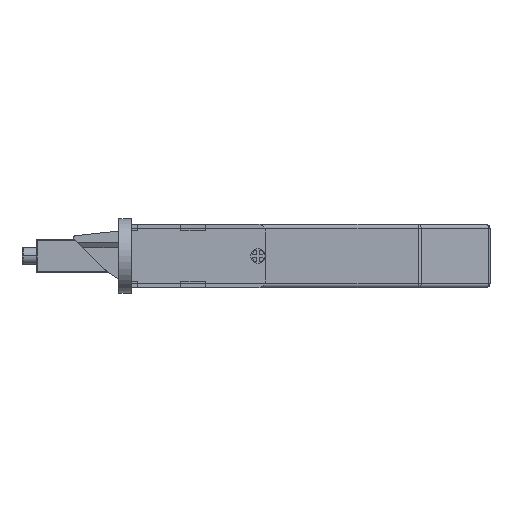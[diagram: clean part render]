
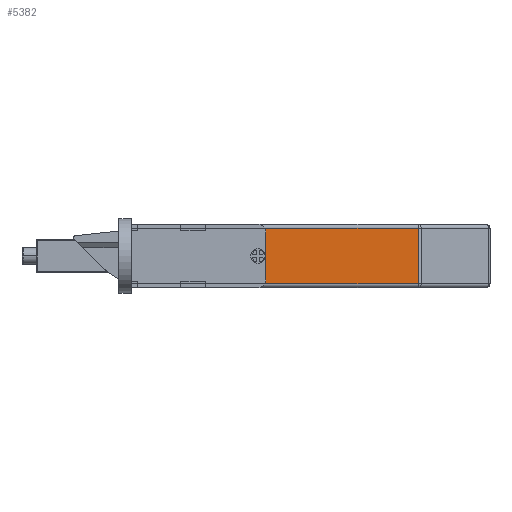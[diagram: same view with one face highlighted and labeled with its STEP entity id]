
A CAD part, front view. The second image highlights one B-rep face of the part: STEP entity #5382.
In plain terms, the highlighted planar face has unit normal (0, -1, 0).
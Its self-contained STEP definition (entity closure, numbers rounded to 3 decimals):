
#6 = ORIENTED_EDGE ( 'NONE', *, *, #7223, .F. ) ;
#179 = DIRECTION ( 'NONE',  ( -1., 0., 0. ) ) ;
#800 = DIRECTION ( 'NONE',  ( 1., 0., 0. ) ) ;
#913 = CARTESIAN_POINT ( 'NONE',  ( 14., -14.7, 12.75 ) ) ;
#920 = DIRECTION ( 'NONE',  ( 0., -1., 0. ) ) ;
#1058 = CARTESIAN_POINT ( 'NONE',  ( 44.75, -14.7, 6. ) ) ;
#1208 = CARTESIAN_POINT ( 'NONE',  ( 44.75, -14.7, 4.25 ) ) ;
#1237 = VECTOR ( 'NONE', #5318, 1000. ) ;
#1373 = LINE ( 'NONE', #9228, #2679 ) ;
#1426 = CARTESIAN_POINT ( 'NONE',  ( 14., -14.7, -1.75 ) ) ;
#1530 = LINE ( 'NONE', #4628, #4274 ) ;
#1714 = CIRCLE ( 'NONE', #7579, 1.75 ) ;
#2010 = DIRECTION ( 'NONE',  ( 0., 0., 1. ) ) ;
#2284 = CARTESIAN_POINT ( 'NONE',  ( 44.75, -14.7, 6. ) ) ;
#2399 = EDGE_CURVE ( 'NONE', #2595, #9830, #8600, .T. ) ;
#2489 = FACE_BOUND ( 'NONE', #7728, .T. ) ;
#2516 = DIRECTION ( 'NONE',  ( 0., -1., 0. ) ) ;
#2595 = VERTEX_POINT ( 'NONE', #7726 ) ;
#2671 = VECTOR ( 'NONE', #179, 1000. ) ;
#2679 = VECTOR ( 'NONE', #2010, 1000. ) ;
#2765 = ORIENTED_EDGE ( 'NONE', *, *, #4173, .F. ) ;
#3318 = CARTESIAN_POINT ( 'NONE',  ( 83.586, -14.7, 12.75 ) ) ;
#4171 = LINE ( 'NONE', #7463, #2671 ) ;
#4173 = EDGE_CURVE ( 'NONE', #8620, #7025, #1714, .T. ) ;
#4274 = VECTOR ( 'NONE', #800, 1000. ) ;
#4376 = EDGE_CURVE ( 'NONE', #6405, #9838, #1373, .T. ) ;
#4627 = EDGE_LOOP ( 'NONE', ( #6643, #9526, #7177, #7755 ) ) ;
#4628 = CARTESIAN_POINT ( 'NONE',  ( 84., -14.7, -0.75 ) ) ;
#4851 = AXIS2_PLACEMENT_3D ( 'NONE', #8084, #920, #9705 ) ;
#4992 = DIRECTION ( 'NONE',  ( 0., 0., -1. ) ) ;
#5318 = DIRECTION ( 'NONE',  ( 0., 0., 1. ) ) ;
#5382 = ADVANCED_FACE ( 'NONE', ( #2489, #5696 ), #7309, .T. ) ;
#5435 = EDGE_CURVE ( 'NONE', #9838, #9830, #4171, .T. ) ;
#5696 = FACE_OUTER_BOUND ( 'NONE', #4627, .T. ) ;
#6405 = VERTEX_POINT ( 'NONE', #9945 ) ;
#6559 = CIRCLE ( 'NONE', #7892, 1.75 ) ;
#6643 = ORIENTED_EDGE ( 'NONE', *, *, #2399, .F. ) ;
#7025 = VERTEX_POINT ( 'NONE', #7909 ) ;
#7177 = ORIENTED_EDGE ( 'NONE', *, *, #4376, .T. ) ;
#7223 = EDGE_CURVE ( 'NONE', #7025, #8620, #6559, .T. ) ;
#7309 = PLANE ( 'NONE',  #4851 ) ;
#7463 = CARTESIAN_POINT ( 'NONE',  ( 14., -14.7, 12.75 ) ) ;
#7579 = AXIS2_PLACEMENT_3D ( 'NONE', #2284, #7879, #7926 ) ;
#7726 = CARTESIAN_POINT ( 'NONE',  ( 14., -14.7, -0.75 ) ) ;
#7728 = EDGE_LOOP ( 'NONE', ( #2765, #6 ) ) ;
#7755 = ORIENTED_EDGE ( 'NONE', *, *, #5435, .T. ) ;
#7879 = DIRECTION ( 'NONE',  ( 0., -1., 0. ) ) ;
#7892 = AXIS2_PLACEMENT_3D ( 'NONE', #1058, #2516, #4992 ) ;
#7909 = CARTESIAN_POINT ( 'NONE',  ( 44.75, -14.7, 7.75 ) ) ;
#7926 = DIRECTION ( 'NONE',  ( 0., 0., -1. ) ) ;
#8084 = CARTESIAN_POINT ( 'NONE',  ( 14., -14.7, -1.75 ) ) ;
#8364 = EDGE_CURVE ( 'NONE', #2595, #6405, #1530, .T. ) ;
#8600 = LINE ( 'NONE', #1426, #1237 ) ;
#8620 = VERTEX_POINT ( 'NONE', #1208 ) ;
#9228 = CARTESIAN_POINT ( 'NONE',  ( 83.586, -14.7, -1.75 ) ) ;
#9526 = ORIENTED_EDGE ( 'NONE', *, *, #8364, .T. ) ;
#9705 = DIRECTION ( 'NONE',  ( 1., 0., 0. ) ) ;
#9830 = VERTEX_POINT ( 'NONE', #913 ) ;
#9838 = VERTEX_POINT ( 'NONE', #3318 ) ;
#9945 = CARTESIAN_POINT ( 'NONE',  ( 83.586, -14.7, -0.75 ) ) ;
